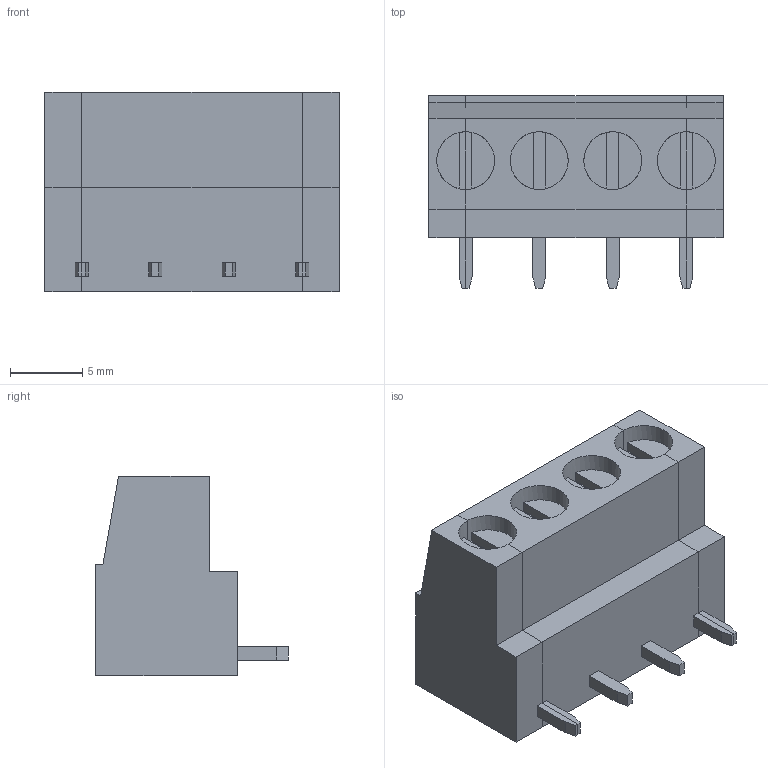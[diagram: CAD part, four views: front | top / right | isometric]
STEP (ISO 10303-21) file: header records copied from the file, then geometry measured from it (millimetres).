
FILE_DESCRIPTION( ( 'Unknown' ), '1' );
FILE_NAME( '691242500004.stp', 'Unknown', ( 'Unknown' ), ( 'Unknown' ), 'PSStep 18.0.17', 'Unknown', ' ' );
FILE_SCHEMA( ( 'AUTOMOTIVE_DESIGN { 1 0 10303 214 1 1 1 1 }' ) );
Length unit declared in the file: millimetre
Products named in the file (4): Assem1; 6912425000xx_DX; 691242500004; 6912425000xx_SX
Assembly tree (3 placements, depth 2):
  Assem1
    6912425000xx_DX
    691242500004
    6912425000xx_SX
Bounding box: 20.32 x 13.3 x 13.8 mm (x, y, z)
Volume: 2047 mm3; surface area: 1985.8 mm2
Topology: 3 solids, 3 shells, 188 faces, 506 edges, 332 vertices
Faces by surface type: plane 182, cylinder 6
Full cylindrical faces by diameter (mm): 4 x2
Entity records: 7314 total; most frequent: CARTESIAN_POINT 1024, ORIENTED_EDGE 1004, DIRECTION 912, EDGE_CURVE 502, LINE 476, VECTOR 476, VERTEX_POINT 330, AXIS2_PLACEMENT_3D 218
